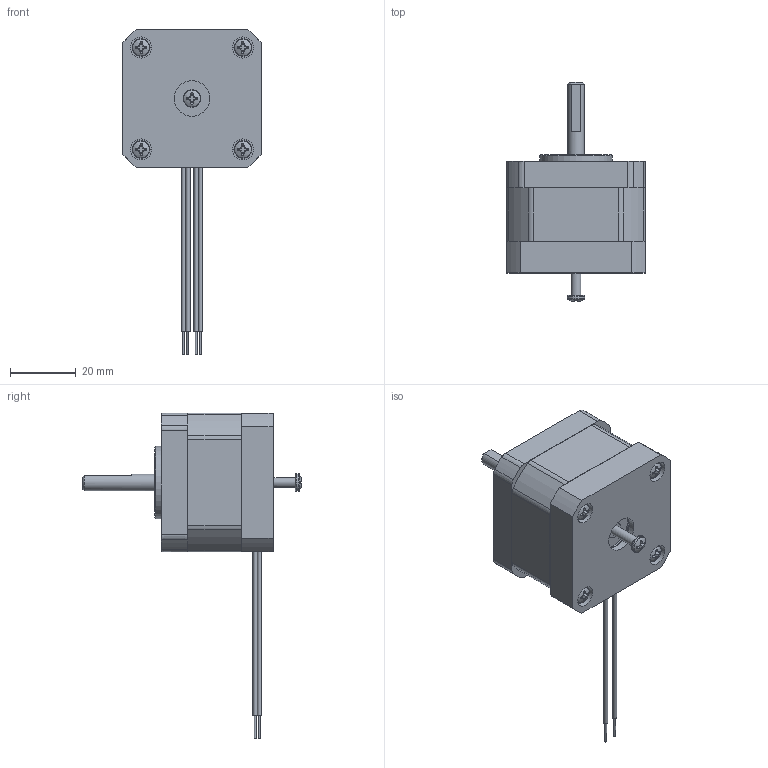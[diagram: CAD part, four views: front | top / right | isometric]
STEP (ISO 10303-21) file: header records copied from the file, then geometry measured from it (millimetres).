
FILE_DESCRIPTION((''),'1');
FILE_NAME('MH2-1713S-00 Rev B, MD17 Motor, Single Stack.stp', '2017-11-21T18:34:56',(''), (''), 'KCM Version 1.1.2206.0', 'KeyCreator', '');
FILE_SCHEMA(('AUTOMOTIVE_DESIGN'));
Length unit declared in the file: inch
Products named in the file (3): M3 x 27mm LG, PHMS Phillips, 0.5mm Pitch[Part1]
Bounding box: 42.21 x 66.68 x 99.11 mm (x, y, z)
Volume: 54752.3 mm3; surface area: 33591.2 mm2
Topology: 32 solids, 32 shells, 865 faces, 2475 edges, 1729 vertices
Faces by surface type: plane 342, cylinder 285, cone 206, torus 19, bspline 8, sphere 5
Full cylindrical faces by diameter (mm): 0.635 x4, 1.27 x7, 2.449 x8, 2.459 x4, 2.594 x65, 3 x65, 3.4 x4, 3.556 x4, 4.34 x8, 4.78 x8, 4.991 x2, 4.996 x1, 4.999 x1, 5 x1, 6.401 x4, 6.477 x1, 6.858 x1, 9.525 x3, 10.795 x1, 11.709 x1, 12 x1, 15.545 x1, 16.002 x4, 22 x1, 25.857 x1, 25.91 x1, 25.984 x1, 26.7 x1, 27.432 x2, 27.94 x2
Entity records: 17655 total; most frequent: CARTESIAN_POINT 4314, ORIENTED_EDGE 2626, DIRECTION 2551, EDGE_CURVE 1313, AXIS2_PLACEMENT_3D 961, VERTEX_POINT 912, VECTOR 629, LINE 629
